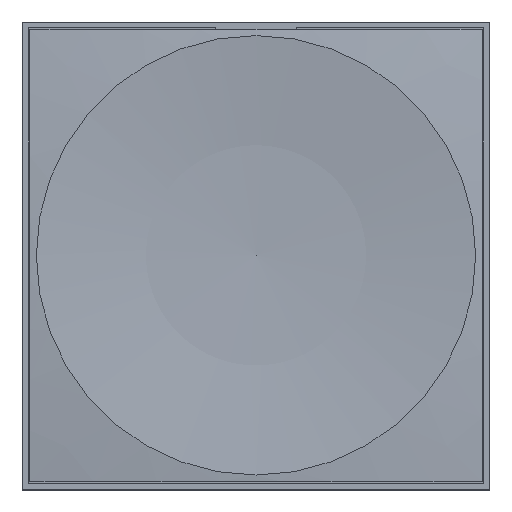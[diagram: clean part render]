
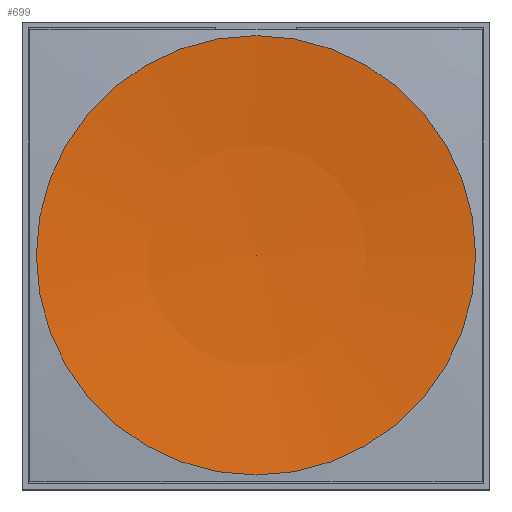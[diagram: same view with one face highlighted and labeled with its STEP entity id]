
A CAD part, top view. The second image highlights one B-rep face of the part: STEP entity #699.
In plain terms, the highlighted spherical face has radius 61 mm.
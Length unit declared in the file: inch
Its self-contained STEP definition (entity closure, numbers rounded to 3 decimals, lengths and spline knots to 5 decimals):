
#683=CARTESIAN_POINT('',(0.,0.,3.15986));
#684=DIRECTION('',(0.0,0.0,1.0));
#685=DIRECTION('',(1.0,0.0,0.0));
#686=AXIS2_PLACEMENT_3D('',#683,#684,#685);
#687=SPHERICAL_SURFACE('',#686,2.40157);
#688=CARTESIAN_POINT('',(0.,0.28675,0.77546));
#689=VERTEX_POINT('',#688);
#690=CARTESIAN_POINT('',(0.,0.,0.77546));
#691=DIRECTION('',(0.0,0.0,-1.0));
#692=DIRECTION('',(0.0,1.0,0.0));
#693=AXIS2_PLACEMENT_3D('',#690,#691,#692);
#694=CIRCLE('',#693,0.28675);
#695=EDGE_CURVE('',#689,#689,#694,.T.);
#696=ORIENTED_EDGE('',*,*,#695,.F.);
#697=EDGE_LOOP('',(#696));
#698=FACE_OUTER_BOUND('',#697,.T.);
#699=ADVANCED_FACE('',(#698),#687,.F.);
